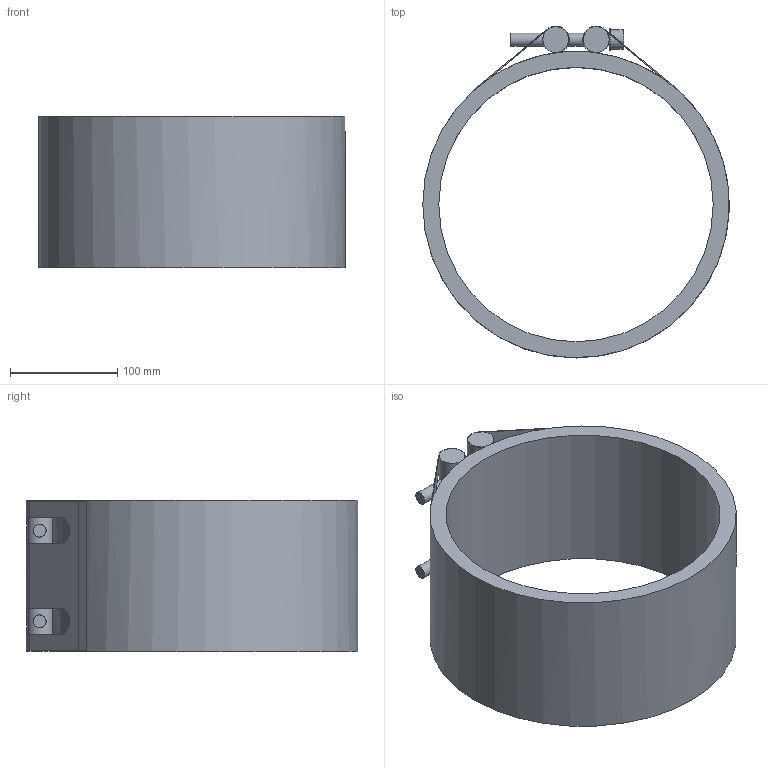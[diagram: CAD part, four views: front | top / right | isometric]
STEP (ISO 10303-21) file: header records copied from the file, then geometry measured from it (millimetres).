
FILE_DESCRIPTION(/* description */ ('Standard Produkte / Standard Products'),/* implementation_level */ '2;1');
FILE_NAME(/* name */ 'STRAUB GRIP-L 256.0 mm.stp',/* time_stamp */ '2020-04-17T06:33:39+02:00',/* author */ ('LK_9K'),/* organization */ (''),/* preprocessor_version */ 'ST-DEVELOPER v18',/* originating_system */ 'Autodesk Inventor 2020',/* authorisation */ '');
FILE_SCHEMA (('AUTOMOTIVE_DESIGN { 1 0 10303 214 3 1 1 }'));
Length unit declared in the file: millimetre
Products named in the file (1): STRAUB GRIP-L 256.0 mm
Bounding box: 285.8 x 309.34 x 141 mm (x, y, z)
Volume: 1944436.1 mm3; surface area: 322839.2 mm2
Topology: 1 solids, 1 shells, 89 faces, 288 edges, 190 vertices
Faces by surface type: plane 56, cylinder 31, torus 2
Full cylindrical faces by diameter (mm): 12 x4, 18 x2, 20 x2, 24 x1, 256 x1, 285.8 x1
Entity records: 3533 total; most frequent: CARTESIAN_POINT 850, ORIENTED_EDGE 576, DIRECTION 548, EDGE_CURVE 288, AXIS2_PLACEMENT_3D 194, VERTEX_POINT 190, LINE 160, VECTOR 160
